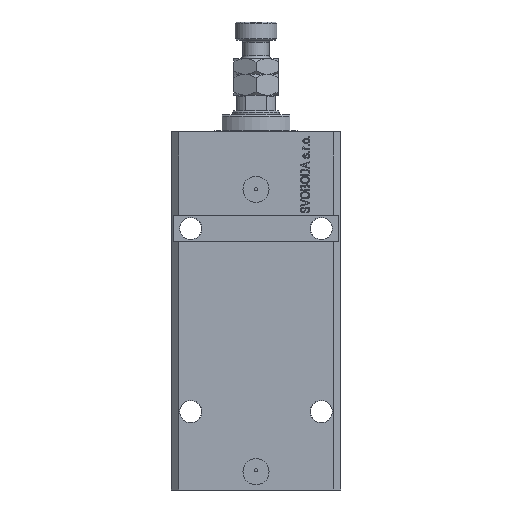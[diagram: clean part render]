
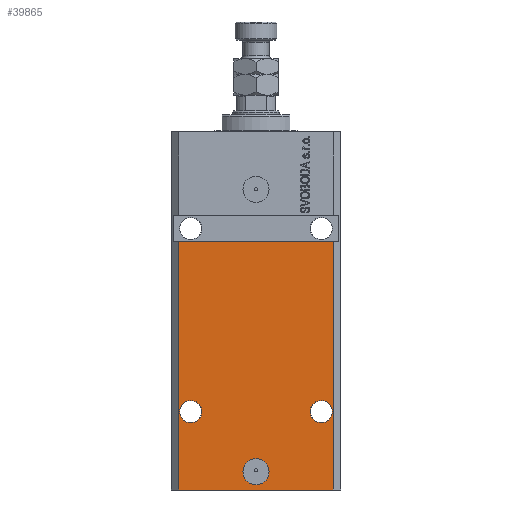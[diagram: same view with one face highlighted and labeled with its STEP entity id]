
A CAD part, front view. The second image highlights one B-rep face of the part: STEP entity #39865.
In plain terms, the highlighted planar face has unit normal (0, -1, 0).
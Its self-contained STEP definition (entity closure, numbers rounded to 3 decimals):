
#357 = VECTOR ( 'NONE', #45813, 1000. ) ;
#484 = LINE ( 'NONE', #38185, #20909 ) ;
#490 = EDGE_CURVE ( 'NONE', #33107, #24388, #37393, .T. ) ;
#501 = CARTESIAN_POINT ( 'NONE',  ( -25., -22.5, -107. ) ) ;
#1452 = VERTEX_POINT ( 'NONE', #32419 ) ;
#2259 = CIRCLE ( 'NONE', #28551, 4.25 ) ;
#2456 = EDGE_CURVE ( 'NONE', #43348, #44648, #7974, .T. ) ;
#3877 = ORIENTED_EDGE ( 'NONE', *, *, #15769, .F. ) ;
#4022 = ORIENTED_EDGE ( 'NONE', *, *, #4824, .F. ) ;
#4741 = CARTESIAN_POINT ( 'NONE',  ( 29.25, -22.5, -107. ) ) ;
#4758 = EDGE_CURVE ( 'NONE', #29246, #38837, #7336, .T. ) ;
#4824 = EDGE_CURVE ( 'NONE', #24021, #16352, #484, .T. ) ;
#5007 = DIRECTION ( 'NONE',  ( 1., 0., 0. ) ) ;
#7336 = CIRCLE ( 'NONE', #13694, 4.25 ) ;
#7974 = CIRCLE ( 'NONE', #47070, 4.25 ) ;
#8927 = FACE_BOUND ( 'NONE', #44673, .T. ) ;
#9119 = EDGE_CURVE ( 'NONE', #24021, #1452, #35478, .T. ) ;
#9132 = CARTESIAN_POINT ( 'NONE',  ( 29.5, -22.5, -42. ) ) ;
#9208 = CIRCLE ( 'NONE', #15602, 5. ) ;
#9413 = DIRECTION ( 'NONE',  ( 0., -1., 0. ) ) ;
#10476 = DIRECTION ( 'NONE',  ( 0., -1., 0. ) ) ;
#12788 = ORIENTED_EDGE ( 'NONE', *, *, #490, .F. ) ;
#12803 = CARTESIAN_POINT ( 'NONE',  ( 29.5, -22.5, -137. ) ) ;
#12837 = CARTESIAN_POINT ( 'NONE',  ( -25., -22.5, -107. ) ) ;
#13154 = FACE_BOUND ( 'NONE', #47107, .T. ) ;
#13694 = AXIS2_PLACEMENT_3D ( 'NONE', #29202, #10476, #37675 ) ;
#14123 = EDGE_CURVE ( 'NONE', #16352, #25269, #15339, .T. ) ;
#15339 = LINE ( 'NONE', #31300, #357 ) ;
#15602 = AXIS2_PLACEMENT_3D ( 'NONE', #46717, #32203, #5007 ) ;
#15769 = EDGE_CURVE ( 'NONE', #44648, #43348, #44282, .T. ) ;
#15941 = DIRECTION ( 'NONE',  ( 0., 0., 1. ) ) ;
#16169 = FACE_BOUND ( 'NONE', #43122, .T. ) ;
#16352 = VERTEX_POINT ( 'NONE', #25583 ) ;
#16899 = PLANE ( 'NONE',  #22698 ) ;
#18979 = CARTESIAN_POINT ( 'NONE',  ( 0., -22.5, -130. ) ) ;
#19152 = EDGE_CURVE ( 'NONE', #1452, #25269, #38375, .T. ) ;
#19231 = DIRECTION ( 'NONE',  ( 0., -1., 0. ) ) ;
#19782 = CARTESIAN_POINT ( 'NONE',  ( -29.5, -22.5, -137. ) ) ;
#20909 = VECTOR ( 'NONE', #15941, 1000. ) ;
#22233 = ORIENTED_EDGE ( 'NONE', *, *, #25615, .F. ) ;
#22565 = CARTESIAN_POINT ( 'NONE',  ( -5., -22.5, -130. ) ) ;
#22698 = AXIS2_PLACEMENT_3D ( 'NONE', #31403, #9413, #23672 ) ;
#23672 = DIRECTION ( 'NONE',  ( 1., 0., 0. ) ) ;
#23862 = AXIS2_PLACEMENT_3D ( 'NONE', #18979, #37201, #33452 ) ;
#24006 = DIRECTION ( 'NONE',  ( 1., 0., 0. ) ) ;
#24021 = VERTEX_POINT ( 'NONE', #47924 ) ;
#24156 = FACE_OUTER_BOUND ( 'NONE', #29605, .T. ) ;
#24388 = VERTEX_POINT ( 'NONE', #22565 ) ;
#24582 = DIRECTION ( 'NONE',  ( 0., -1., 0. ) ) ;
#25269 = VERTEX_POINT ( 'NONE', #9132 ) ;
#25558 = ORIENTED_EDGE ( 'NONE', *, *, #4758, .F. ) ;
#25583 = CARTESIAN_POINT ( 'NONE',  ( -29.5, -22.5, -42. ) ) ;
#25615 = EDGE_CURVE ( 'NONE', #38837, #29246, #2259, .T. ) ;
#27953 = ORIENTED_EDGE ( 'NONE', *, *, #9119, .T. ) ;
#28078 = DIRECTION ( 'NONE',  ( -1., 0., 0. ) ) ;
#28551 = AXIS2_PLACEMENT_3D ( 'NONE', #40767, #40524, #48767 ) ;
#29202 = CARTESIAN_POINT ( 'NONE',  ( 25., -22.5, -107. ) ) ;
#29246 = VERTEX_POINT ( 'NONE', #47151 ) ;
#29605 = EDGE_LOOP ( 'NONE', ( #31212, #4022, #27953, #49223 ) ) ;
#31212 = ORIENTED_EDGE ( 'NONE', *, *, #14123, .F. ) ;
#31300 = CARTESIAN_POINT ( 'NONE',  ( -32.5, -22.5, -42. ) ) ;
#31403 = CARTESIAN_POINT ( 'NONE',  ( -29.5, -22.5, -137. ) ) ;
#31520 = AXIS2_PLACEMENT_3D ( 'NONE', #501, #19231, #34928 ) ;
#32203 = DIRECTION ( 'NONE',  ( 0., -1., 0. ) ) ;
#32419 = CARTESIAN_POINT ( 'NONE',  ( 29.5, -22.5, -137. ) ) ;
#33107 = VERTEX_POINT ( 'NONE', #47820 ) ;
#33452 = DIRECTION ( 'NONE',  ( 1., 0., 0. ) ) ;
#34928 = DIRECTION ( 'NONE',  ( -1., 0., 0. ) ) ;
#35478 = LINE ( 'NONE', #19782, #43222 ) ;
#37201 = DIRECTION ( 'NONE',  ( 0., -1., 0. ) ) ;
#37393 = CIRCLE ( 'NONE', #23862, 5. ) ;
#37675 = DIRECTION ( 'NONE',  ( 1., 0., 0. ) ) ;
#38185 = CARTESIAN_POINT ( 'NONE',  ( -29.5, -22.5, -137. ) ) ;
#38375 = LINE ( 'NONE', #12803, #47486 ) ;
#38703 = CARTESIAN_POINT ( 'NONE',  ( -29.25, -22.5, -107. ) ) ;
#38837 = VERTEX_POINT ( 'NONE', #4741 ) ;
#39865 = ADVANCED_FACE ( 'NONE', ( #13154, #16169, #8927, #24156 ), #16899, .T. ) ;
#40524 = DIRECTION ( 'NONE',  ( 0., -1., 0. ) ) ;
#40767 = CARTESIAN_POINT ( 'NONE',  ( 25., -22.5, -107. ) ) ;
#42489 = EDGE_CURVE ( 'NONE', #24388, #33107, #9208, .T. ) ;
#43122 = EDGE_LOOP ( 'NONE', ( #22233, #25558 ) ) ;
#43222 = VECTOR ( 'NONE', #24006, 1000. ) ;
#43348 = VERTEX_POINT ( 'NONE', #47523 ) ;
#43526 = DIRECTION ( 'NONE',  ( 0., 0., 1. ) ) ;
#44282 = CIRCLE ( 'NONE', #31520, 4.25 ) ;
#44648 = VERTEX_POINT ( 'NONE', #38703 ) ;
#44673 = EDGE_LOOP ( 'NONE', ( #46009, #3877 ) ) ;
#45813 = DIRECTION ( 'NONE',  ( 1., 0., 0. ) ) ;
#46009 = ORIENTED_EDGE ( 'NONE', *, *, #2456, .F. ) ;
#46717 = CARTESIAN_POINT ( 'NONE',  ( 0., -22.5, -130. ) ) ;
#47070 = AXIS2_PLACEMENT_3D ( 'NONE', #12837, #24582, #28078 ) ;
#47107 = EDGE_LOOP ( 'NONE', ( #12788, #48709 ) ) ;
#47151 = CARTESIAN_POINT ( 'NONE',  ( 20.75, -22.5, -107. ) ) ;
#47486 = VECTOR ( 'NONE', #43526, 1000. ) ;
#47523 = CARTESIAN_POINT ( 'NONE',  ( -20.75, -22.5, -107. ) ) ;
#47820 = CARTESIAN_POINT ( 'NONE',  ( 5., -22.5, -130. ) ) ;
#47924 = CARTESIAN_POINT ( 'NONE',  ( -29.5, -22.5, -137. ) ) ;
#48709 = ORIENTED_EDGE ( 'NONE', *, *, #42489, .F. ) ;
#48767 = DIRECTION ( 'NONE',  ( 1., 0., 0. ) ) ;
#49223 = ORIENTED_EDGE ( 'NONE', *, *, #19152, .T. ) ;
